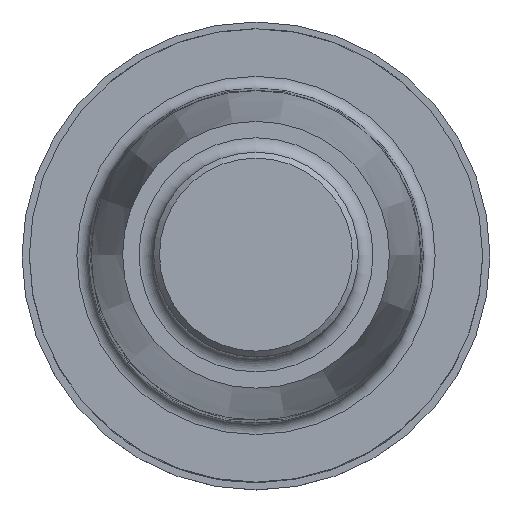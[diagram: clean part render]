
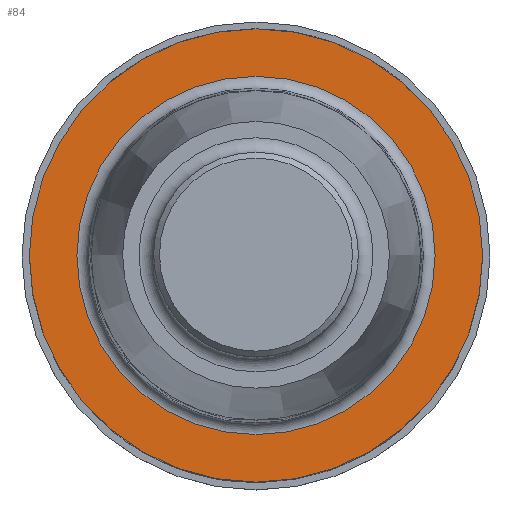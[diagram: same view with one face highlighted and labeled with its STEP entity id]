
A CAD part, top view. The second image highlights one B-rep face of the part: STEP entity #84.
In plain terms, the highlighted planar face has unit normal (0, 0, 1).
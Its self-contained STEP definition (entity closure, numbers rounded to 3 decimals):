
#52=PLANE('',#441);
#84=ADVANCED_FACE('',(#140,#141),#52,.F.);
#108=CIRCLE('',#420,7.75);
#117=CIRCLE('',#439,6.124);
#140=FACE_BOUND('',#169,.T.);
#141=FACE_BOUND('',#170,.T.);
#169=EDGE_LOOP('',(#251));
#170=EDGE_LOOP('',(#252));
#251=ORIENTED_EDGE('',*,*,#333,.T.);
#252=ORIENTED_EDGE('',*,*,#350,.T.);
#302=VERTEX_POINT('',#658);
#319=VERTEX_POINT('',#754);
#333=EDGE_CURVE('',#302,#302,#108,.T.);
#350=EDGE_CURVE('',#319,#319,#117,.T.);
#420=AXIS2_PLACEMENT_3D('',#657,#476,#477);
#439=AXIS2_PLACEMENT_3D('',#753,#516,#517);
#441=AXIS2_PLACEMENT_3D('',#756,#520,#521);
#476=DIRECTION('',(0.,0.,1.));
#477=DIRECTION('',(1.,0.,0.));
#516=DIRECTION('',(0.,0.,-1.));
#517=DIRECTION('',(-1.,0.,0.));
#520=DIRECTION('',(0.,0.,-1.));
#521=DIRECTION('',(-1.,0.,0.));
#657=CARTESIAN_POINT('',(0.,0.,0.));
#658=CARTESIAN_POINT('',(7.75,0.,0.));
#753=CARTESIAN_POINT('',(0.,0.,0.));
#754=CARTESIAN_POINT('',(-6.124,0.,0.));
#756=CARTESIAN_POINT('',(0.,7.75,0.));
